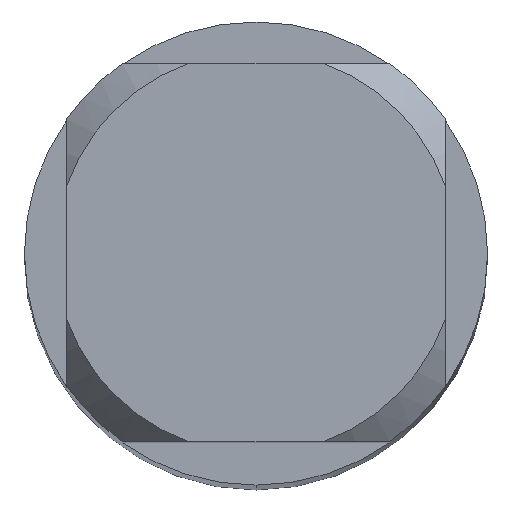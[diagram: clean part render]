
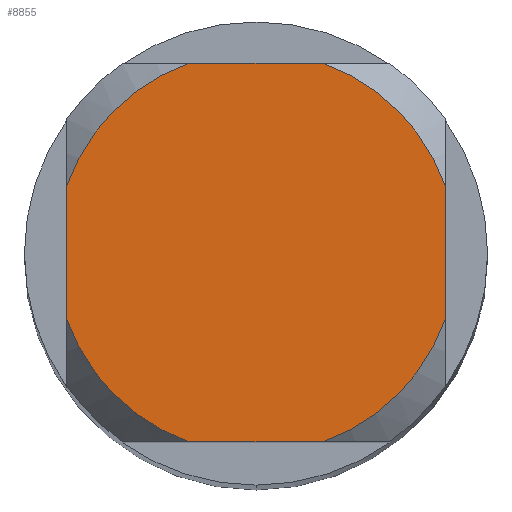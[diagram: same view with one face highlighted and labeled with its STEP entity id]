
A CAD part, top view. The second image highlights one B-rep face of the part: STEP entity #8855.
In plain terms, the highlighted planar face has unit normal (0, 0, 1).
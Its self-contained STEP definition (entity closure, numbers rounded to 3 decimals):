
#3433=VERTEX_POINT('',#10132);
#3687=EDGE_CURVE('',#3433,#4135,#10406,.T.);
#3729=VERTEX_POINT('',#10450);
#4135=VERTEX_POINT('',#10888);
#6069=EDGE_CURVE('',#7097,#3729,#12996,.T.);
#6163=EDGE_CURVE('',#6227,#3729,#13102,.T.);
#6195=EDGE_CURVE('',#3433,#9611,#13134,.T.);
#6199=EDGE_CURVE('',#8287,#6905,#13138,.T.);
#6227=VERTEX_POINT('',#13169);
#6905=VERTEX_POINT('',#13908);
#7097=VERTEX_POINT('',#14119);
#8287=VERTEX_POINT('',#15416);
#8855=ADVANCED_FACE('',(#16033),#16034,.T.);
#9355=EDGE_CURVE('',#6227,#4135,#16576,.T.);
#9611=VERTEX_POINT('',#16853);
#10031=EDGE_CURVE('',#8287,#9611,#17306,.T.);
#10043=EDGE_CURVE('',#7097,#6905,#17320,.T.);
#10132=CARTESIAN_POINT('',(-0.87,-2.45,0.0));
#10406=LINE('',#17936,#17937);
#10450=CARTESIAN_POINT('',(2.45,0.87,0.0));
#10888=CARTESIAN_POINT('',(0.87,-2.45,0.0));
#12996=CIRCLE('',#22434,2.6);
#13102=LINE('',#22623,#22624);
#13134=CIRCLE('',#22670,2.6);
#13138=CIRCLE('',#22683,2.6);
#13169=CARTESIAN_POINT('',(2.45,-0.87,0.0));
#13908=CARTESIAN_POINT('',(-0.87,2.45,0.0));
#14119=CARTESIAN_POINT('',(0.87,2.45,0.0));
#15416=CARTESIAN_POINT('',(-2.45,0.87,0.0));
#16033=FACE_OUTER_BOUND('',#27654,.T.);
#16034=PLANE('',#27655);
#16576=CIRCLE('',#28652,2.6);
#16853=CARTESIAN_POINT('',(-2.45,-0.87,0.0));
#17306=LINE('',#29963,#29964);
#17320=LINE('',#29979,#29980);
#17936=CARTESIAN_POINT('',(0.0,-2.45,0.0));
#17937=VECTOR('',#30329,1.0);
#22434=AXIS2_PLACEMENT_3D('',#33078,#33079,#33080);
#22623=CARTESIAN_POINT('',(2.45,0.65,0.0));
#22624=VECTOR('',#33218,1.0);
#22670=AXIS2_PLACEMENT_3D('',#33233,#33234,#33235);
#22683=AXIS2_PLACEMENT_3D('',#33236,#33237,#33238);
#27654=EDGE_LOOP('',(#36455,#36456,#36457,#36458,#36459,#36460,#36461,#36462));
#27655=AXIS2_PLACEMENT_3D('',#36463,#36464,#36465);
#28652=AXIS2_PLACEMENT_3D('',#36964,#36965,#36966);
#29963=CARTESIAN_POINT('',(-2.45,0.65,0.0));
#29964=VECTOR('',#37943,1.0);
#29979=CARTESIAN_POINT('',(0.0,2.45,0.0));
#29980=VECTOR('',#37963,1.0);
#30329=DIRECTION('',(1.0,0.0,0.0));
#33078=CARTESIAN_POINT('',(0.0,0.0,0.0));
#33079=DIRECTION('',(0.0,0.0,-1.0));
#33080=DIRECTION('',(0.0,1.0,0.0));
#33218=DIRECTION('',(-0.0,1.0,0.0));
#33233=CARTESIAN_POINT('',(0.0,0.0,0.0));
#33234=DIRECTION('',(0.0,0.0,-1.0));
#33235=DIRECTION('',(0.0,1.0,0.0));
#33236=CARTESIAN_POINT('',(0.0,0.0,0.0));
#33237=DIRECTION('',(0.0,0.0,-1.0));
#33238=DIRECTION('',(0.0,1.0,0.0));
#36455=ORIENTED_EDGE('',*,*,#10031,.T.);
#36456=ORIENTED_EDGE('',*,*,#6195,.F.);
#36457=ORIENTED_EDGE('',*,*,#3687,.T.);
#36458=ORIENTED_EDGE('',*,*,#9355,.F.);
#36459=ORIENTED_EDGE('',*,*,#6163,.T.);
#36460=ORIENTED_EDGE('',*,*,#6069,.F.);
#36461=ORIENTED_EDGE('',*,*,#10043,.T.);
#36462=ORIENTED_EDGE('',*,*,#6199,.F.);
#36463=CARTESIAN_POINT('',(0.0,1.3,0.0));
#36464=DIRECTION('',(-0.0,0.0,1.0));
#36465=DIRECTION('',(0.0,-1.0,0.0));
#36964=CARTESIAN_POINT('',(0.0,0.0,0.0));
#36965=DIRECTION('',(0.0,0.0,-1.0));
#36966=DIRECTION('',(0.0,1.0,0.0));
#37943=DIRECTION('',(-0.0,-1.0,0.0));
#37963=DIRECTION('',(-1.0,0.0,0.0));
